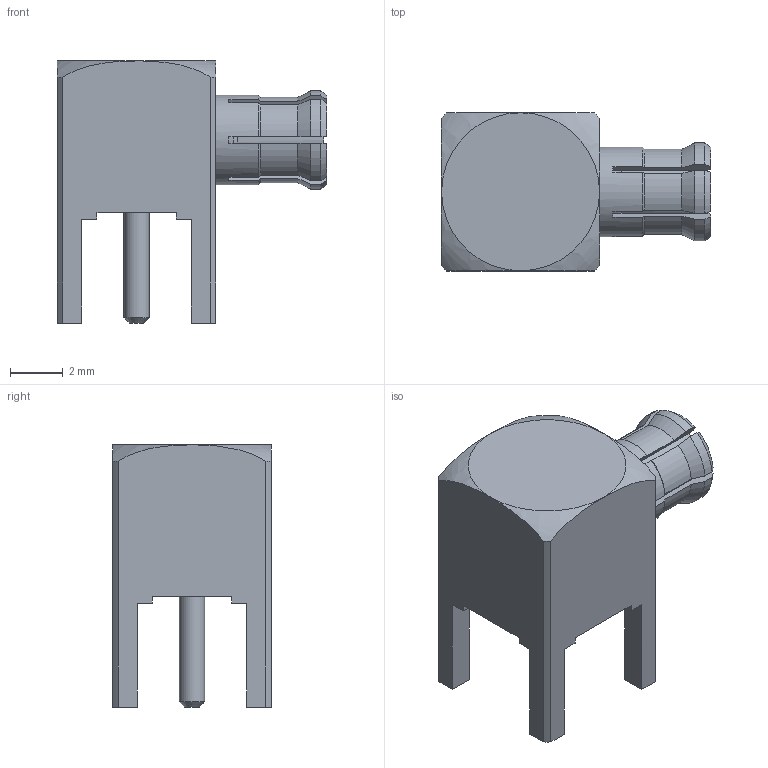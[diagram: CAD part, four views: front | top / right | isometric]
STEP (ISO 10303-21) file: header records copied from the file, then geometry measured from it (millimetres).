
FILE_DESCRIPTION(/* description */ ('Unknown'),/* implementation_level */ '2;1');
FILE_NAME(/* name */ '60613003121501',/* time_stamp */ '2019-03-06T14:18:17+01:00',/* author */ ('Unknown'),/* organization */ ('Unknown'),/* preprocessor_version */ 'ST-DEVELOPER v16.7',/* originating_system */ 'DEX',/* authorisation */ $);
FILE_SCHEMA (('AUTOMOTIVE_DESIGN {1 0 10303 214 3 1 1}'));
Length unit declared in the file: millimetre
Products named in the file (1): 60613003121501
Bounding box: 10.2 x 6 x 9.94 mm (x, y, z)
Volume: 246.4 mm3; surface area: 404.1 mm2
Topology: 1 solids, 1 shells, 119 faces, 327 edges, 214 vertices
Faces by surface type: plane 58, cylinder 33, cone 27, torus 1
Full cylindrical faces by diameter (mm): 0.5 x1, 0.96 x1, 2.04 x1, 2.5 x1, 3.4 x1
Entity records: 4600 total; most frequent: CARTESIAN_POINT 808, ORIENTED_EDGE 624, DIRECTION 592, EDGE_CURVE 312, AXIS2_PLACEMENT_3D 212, VERTEX_POINT 208, LINE 168, VECTOR 168
